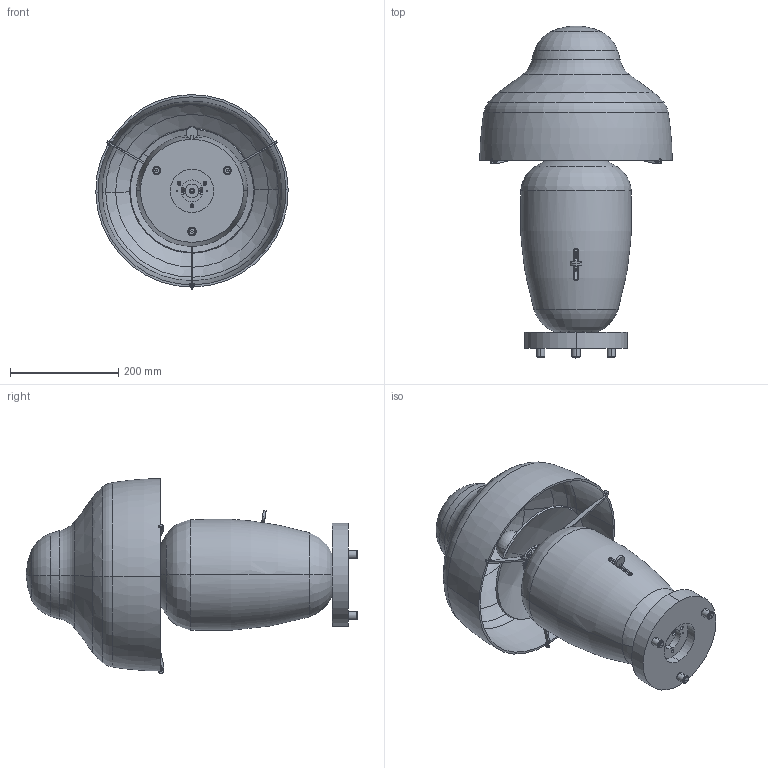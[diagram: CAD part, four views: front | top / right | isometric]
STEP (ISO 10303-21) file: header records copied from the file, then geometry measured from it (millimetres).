
FILE_DESCRIPTION (( 'STEP AP214' ), '1' );
FILE_NAME ('CHINOZ.STEP', '2014-10-09T07:25:40', ( 'Josep Sancho' ), ( '' ), 'SwSTEP 2.0', 'SolidWorks 2010', '' );
FILE_SCHEMA (( 'AUTOMOTIVE_DESIGN' ));
Length unit declared in the file: millimetre
Products named in the file (26): 052700700000 - CERÁM. DIAM.107X342MM CHINOZ; 010100800006 - PORTALAMPARAS CAPUCHON BAQ. E-27 NEGRO; 010100900006 - PORTALAMPARAS CAMISA BAQ. E-27 NEGRO TODO ROSCA; HALOGENA ESFERICA E27 CLARA; 026702700102 - DISCO SOLDADO DIAM.74X4MM CHINOZ ZINCADO BLANCO; 051700100000 - BASE DIAM.190X46MM CHINOZ; 067601000103 - DIFUS DIAM.250X355MM CHINOZ BLANC OPAL MAT; 057601600000 - SOPORTE TRIPODE PANTALLA CHINOZ; ARO TRIPODE; PATA TRIPODE; 014200600119 - REGUL DESLIZANTE DIAM.22X37,5MM ORO; 010101000000 - PORTALAMPARAS PASTILLA E-27 190º; 010101100006 - PORTALAMPARAS ARANDELA BAQ. E-27 ALT.12MM; 013100100105 - PASACABLES POLIETILENO TRANSP. DIAM.9X10,5MM; 021631800000 -TORNILLO DIN965 M2X10MM INOX; 027600400105- TACO REDONDO ADHESIVO TRANSPARENTE DIAM.12,7X1,6; 014200700114 - REGUL SOPORTE DESLIZANTE 25X13,5X6MM NIQUEL; 014200700114 - CHAPA INTERIOR; 014200700114 - CHAPA EXTERIOR; PLATO 1; 057602400101 - SOPORTE INT. GUIA 156X25X19,5MM CHINOZ PAV. NEGRO; 054500100105 - TAPETA PMMA 35X15X2MM TRANSPARENTE; 022104900102 - TUERCA AUTOBLOCANTE DIN985 M3 ACERO ZINCADO; 021614000000 - TORNILLO DIN912 M3X16 INOX; 054100900000 - TAPON PLÁSTICO M4X1,6MM NEUTRO; CHINOZ
Assembly tree (37 placements, depth 3):
  CHINOZ
    010101000000 - PORTALAMPARAS PASTILLA E-27 190º
    026702700102 - DISCO SOLDADO DIAM.74X4MM CHINOZ ZINCADO BLANCO
    010101100006 - PORTALAMPARAS ARANDELA BAQ. E-27 ALT.12MM  x2
    054500100105 - TAPETA PMMA 35X15X2MM TRANSPARENTE  x2
    054100900000 - TAPON PLÁSTICO M4X1,6MM NEUTRO  x2
    021614000000 - TORNILLO DIN912 M3X16 INOX  x2
    027600400105- TACO REDONDO ADHESIVO TRANSPARENTE DIAM.12,7X1,6  x3
    022104900102 - TUERCA AUTOBLOCANTE DIN985 M3 ACERO ZINCADO  x2
    010100800006 - PORTALAMPARAS CAPUCHON BAQ. E-27 NEGRO
    057601600000 - SOPORTE TRIPODE PANTALLA CHINOZ
      054100900000 - TAPON PLÁSTICO M4X1,6MM NEUTRO
      PATA TRIPODE  x3
      ARO TRIPODE
    010100900006 - PORTALAMPARAS CAMISA BAQ. E-27 NEGRO TODO ROSCA
    057602400101 - SOPORTE INT. GUIA 156X25X19,5MM CHINOZ PAV. NEGRO
    HALOGENA ESFERICA E27 CLARA
    067601000103 - DIFUS DIAM.250X355MM CHINOZ BLANC OPAL MAT
    021631800000 -TORNILLO DIN965 M2X10MM INOX  x2
    PLATO 1
    052700700000 - CERÁM. DIAM.107X342MM CHINOZ
    014200700114 - REGUL SOPORTE DESLIZANTE 25X13,5X6MM NIQUEL
      014200700114 - CHAPA EXTERIOR  x2
      014200700114 - CHAPA INTERIOR
    014200600119 - REGUL DESLIZANTE DIAM.22X37,5MM ORO
    051700100000 - BASE DIAM.190X46MM CHINOZ
    013100100105 - PASACABLES POLIETILENO TRANSP. DIAM.9X10,5MM
Bounding box: 354.94 x 612.27 x 359.25 mm (x, y, z)
Volume: 2847937.5 mm3; surface area: 1136719.9 mm2
Topology: 36 solids, 36 shells, 873 faces, 2171 edges, 1386 vertices
Faces by surface type: plane 351, cylinder 334, cone 90, torus 84, sphere 10, bspline 4
Entity records: 20281 total; most frequent: CARTESIAN_POINT 3609, DIRECTION 3544, ORIENTED_EDGE 3052, EDGE_CURVE 1526, AXIS2_PLACEMENT_3D 1408, VERTEX_POINT 965, CIRCLE 742, LINE 728
